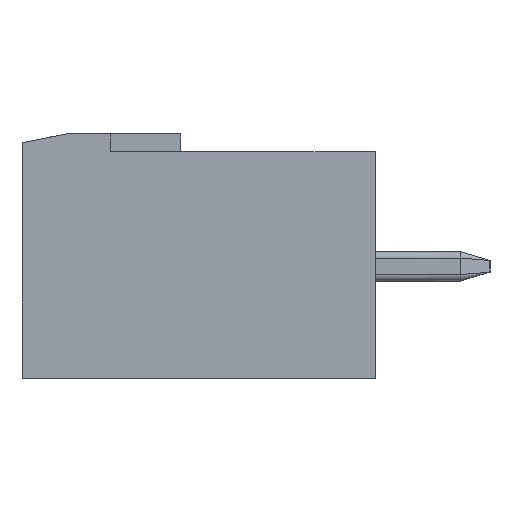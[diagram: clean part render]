
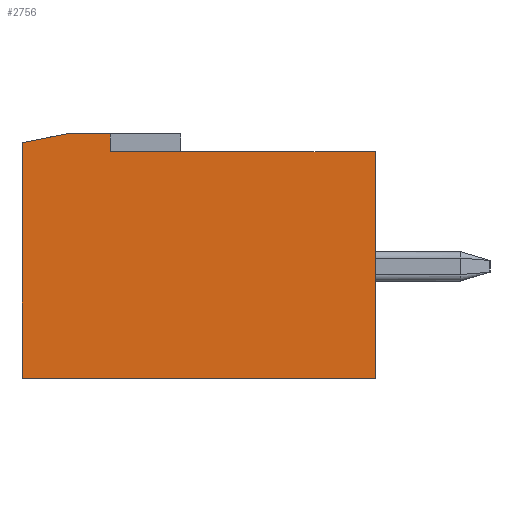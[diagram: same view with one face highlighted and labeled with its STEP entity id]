
A CAD part, left-side view. The second image highlights one B-rep face of the part: STEP entity #2756.
In plain terms, the highlighted planar face has unit normal (-1, 0, 0).
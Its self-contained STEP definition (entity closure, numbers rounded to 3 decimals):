
#2672=CARTESIAN_POINT('',(-60.96,6.,-4.15));
#2673=DIRECTION('',(0.,-1.,0.));
#2674=DIRECTION('',(-1.,0.,0.));
#2675=AXIS2_PLACEMENT_3D('',#2672,#2674,#2673);
#2676=PLANE('',#2675);
#2677=CARTESIAN_POINT('',(-60.96,9.,-0.6));
#2678=VERTEX_POINT('',#2677);
#2679=CARTESIAN_POINT('',(-60.96,9.,0.));
#2680=VERTEX_POINT('',#2679);
#2681=CARTESIAN_POINT('',(-60.96,9.,-0.6));
#2682=CARTESIAN_POINT('',(-60.96,9.,-0.48));
#2683=CARTESIAN_POINT('',(-60.96,9.,-0.36));
#2684=CARTESIAN_POINT('',(-60.96,9.,-0.24));
#2685=CARTESIAN_POINT('',(-60.96,9.,-0.12));
#2686=CARTESIAN_POINT('',(-60.96,9.,0.));
#2687=B_SPLINE_CURVE_WITH_KNOTS('',5,(#2681,#2682,#2683,#2684,#2685,#2686),.UNSPECIFIED.,.F.,.U.,(6,6),(0.,0.6),.UNSPECIFIED.);
#2688=EDGE_CURVE('',#2678,#2680,#2687,.T.);
#2689=ORIENTED_EDGE('',*,*,#2688,.T.);
#2690=CARTESIAN_POINT('',(-60.96,10.5,0.));
#2691=VERTEX_POINT('',#2690);
#2692=CARTESIAN_POINT('',(-60.96,9.,0.));
#2693=CARTESIAN_POINT('',(-60.96,9.3,0.));
#2694=CARTESIAN_POINT('',(-60.96,9.6,0.));
#2695=CARTESIAN_POINT('',(-60.96,9.9,0.));
#2696=CARTESIAN_POINT('',(-60.96,10.2,0.));
#2697=CARTESIAN_POINT('',(-60.96,10.5,0.));
#2698=B_SPLINE_CURVE_WITH_KNOTS('',5,(#2692,#2693,#2694,#2695,#2696,#2697),.UNSPECIFIED.,.F.,.U.,(6,6),(0.,1.5),.UNSPECIFIED.);
#2699=EDGE_CURVE('',#2680,#2691,#2698,.T.);
#2700=ORIENTED_EDGE('',*,*,#2699,.T.);
#2701=CARTESIAN_POINT('',(-60.96,12.,-0.3));
#2702=VERTEX_POINT('',#2701);
#2703=CARTESIAN_POINT('',(-60.96,10.5,0.));
#2704=CARTESIAN_POINT('',(-60.96,10.8,-0.06));
#2705=CARTESIAN_POINT('',(-60.96,11.1,-0.12));
#2706=CARTESIAN_POINT('',(-60.96,11.4,-0.18));
#2707=CARTESIAN_POINT('',(-60.96,11.7,-0.24));
#2708=CARTESIAN_POINT('',(-60.96,12.,-0.3));
#2709=B_SPLINE_CURVE_WITH_KNOTS('',5,(#2703,#2704,#2705,#2706,#2707,#2708),.UNSPECIFIED.,.F.,.U.,(6,6),(0.,1.53),.UNSPECIFIED.);
#2710=EDGE_CURVE('',#2691,#2702,#2709,.T.);
#2711=ORIENTED_EDGE('',*,*,#2710,.T.);
#2712=CARTESIAN_POINT('',(-60.96,12.,-8.3));
#2713=VERTEX_POINT('',#2712);
#2714=CARTESIAN_POINT('',(-60.96,12.,-0.3));
#2715=CARTESIAN_POINT('',(-60.96,12.,-1.9));
#2716=CARTESIAN_POINT('',(-60.96,12.,-3.5));
#2717=CARTESIAN_POINT('',(-60.96,12.,-5.1));
#2718=CARTESIAN_POINT('',(-60.96,12.,-6.7));
#2719=CARTESIAN_POINT('',(-60.96,12.,-8.3));
#2720=B_SPLINE_CURVE_WITH_KNOTS('',5,(#2714,#2715,#2716,#2717,#2718,#2719),.UNSPECIFIED.,.F.,.U.,(6,6),(0.,8.),.UNSPECIFIED.);
#2721=EDGE_CURVE('',#2702,#2713,#2720,.T.);
#2722=ORIENTED_EDGE('',*,*,#2721,.T.);
#2723=CARTESIAN_POINT('',(-60.96,0.,-8.3));
#2724=VERTEX_POINT('',#2723);
#2725=CARTESIAN_POINT('',(-60.96,12.,-8.3));
#2726=CARTESIAN_POINT('',(-60.96,9.6,-8.3));
#2727=CARTESIAN_POINT('',(-60.96,7.2,-8.3));
#2728=CARTESIAN_POINT('',(-60.96,4.8,-8.3));
#2729=CARTESIAN_POINT('',(-60.96,2.4,-8.3));
#2730=CARTESIAN_POINT('',(-60.96,0.,-8.3));
#2731=B_SPLINE_CURVE_WITH_KNOTS('',5,(#2725,#2726,#2727,#2728,#2729,#2730),.UNSPECIFIED.,.F.,.U.,(6,6),(0.,12.),.UNSPECIFIED.);
#2732=EDGE_CURVE('',#2713,#2724,#2731,.T.);
#2733=ORIENTED_EDGE('',*,*,#2732,.T.);
#2734=CARTESIAN_POINT('',(-60.96,0.,-0.6));
#2735=VERTEX_POINT('',#2734);
#2736=CARTESIAN_POINT('',(-60.96,0.,-8.3));
#2737=CARTESIAN_POINT('',(-60.96,0.,-6.76));
#2738=CARTESIAN_POINT('',(-60.96,0.,-5.22));
#2739=CARTESIAN_POINT('',(-60.96,0.,-3.68));
#2740=CARTESIAN_POINT('',(-60.96,0.,-2.14));
#2741=CARTESIAN_POINT('',(-60.96,0.,-0.6));
#2742=B_SPLINE_CURVE_WITH_KNOTS('',5,(#2736,#2737,#2738,#2739,#2740,#2741),.UNSPECIFIED.,.F.,.U.,(6,6),(0.,7.7),.UNSPECIFIED.);
#2743=EDGE_CURVE('',#2724,#2735,#2742,.T.);
#2744=ORIENTED_EDGE('',*,*,#2743,.T.);
#2745=CARTESIAN_POINT('',(-60.96,0.,-0.6));
#2746=CARTESIAN_POINT('',(-60.96,1.8,-0.6));
#2747=CARTESIAN_POINT('',(-60.96,3.6,-0.6));
#2748=CARTESIAN_POINT('',(-60.96,5.4,-0.6));
#2749=CARTESIAN_POINT('',(-60.96,7.2,-0.6));
#2750=CARTESIAN_POINT('',(-60.96,9.,-0.6));
#2751=B_SPLINE_CURVE_WITH_KNOTS('',5,(#2745,#2746,#2747,#2748,#2749,#2750),.UNSPECIFIED.,.F.,.U.,(6,6),(0.,9.),.UNSPECIFIED.);
#2752=EDGE_CURVE('',#2735,#2678,#2751,.T.);
#2753=ORIENTED_EDGE('',*,*,#2752,.T.);
#2754=EDGE_LOOP('',(#2689,#2700,#2711,#2722,#2733,#2744,#2753));
#2755=FACE_OUTER_BOUND('',#2754,.T.);
#2756=ADVANCED_FACE('',(#2755),#2676,.T.);
